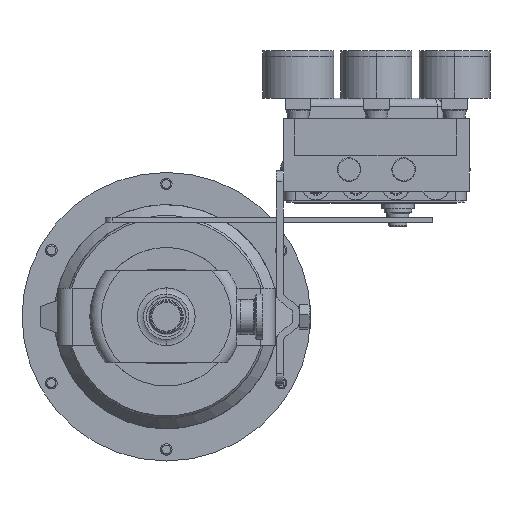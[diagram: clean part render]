
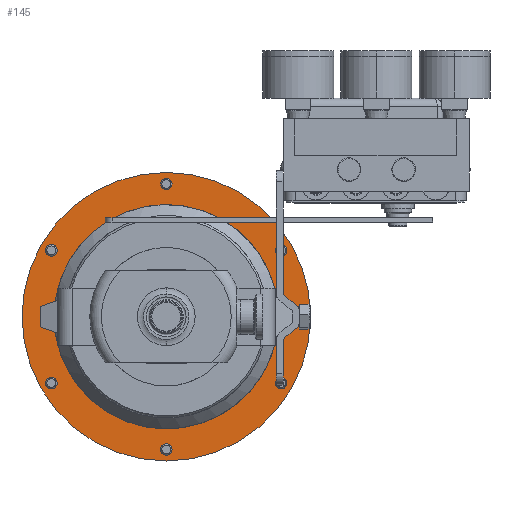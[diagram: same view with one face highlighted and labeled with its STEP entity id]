
A CAD part, front view. The second image highlights one B-rep face of the part: STEP entity #145.
In plain terms, the highlighted planar face has unit normal (0, -1, 0).
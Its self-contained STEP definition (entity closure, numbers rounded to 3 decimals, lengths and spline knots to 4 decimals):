
#145 = ADVANCED_FACE ( 'NONE', ( #78528, #80603 ), #50051, .T. ) ;
#820 = VERTEX_POINT ( 'NONE', #79321 ) ;
#1544 = EDGE_CURVE ( 'NONE', #2720, #11213, #24852, .T. ) ;
#2720 = VERTEX_POINT ( 'NONE', #60971 ) ;
#6064 = DIRECTION ( 'NONE',  ( 0., 1., 0. ) ) ;
#7165 = AXIS2_PLACEMENT_3D ( 'NONE', #42189, #48616, #55900 ) ;
#8028 = VERTEX_POINT ( 'NONE', #58093 ) ;
#9736 = CIRCLE ( 'NONE', #7165, 2.4285 ) ;
#11213 = VERTEX_POINT ( 'NONE', #74665 ) ;
#11966 = DIRECTION ( 'NONE',  ( 1., 0., 0. ) ) ;
#12539 = EDGE_LOOP ( 'NONE', ( #30955, #38753 ) ) ;
#12710 = DIRECTION ( 'NONE',  ( -1., 0., 0. ) ) ;
#13575 = ORIENTED_EDGE ( 'NONE', *, *, #74466, .T. ) ;
#16714 = CARTESIAN_POINT ( 'NONE',  ( 0., 6.973, -3.239 ) ) ;
#23659 = CIRCLE ( 'NONE', #63212, 3.125 ) ;
#24852 = CIRCLE ( 'NONE', #74448, 2.4285 ) ;
#25160 = DIRECTION ( 'NONE',  ( 0., 1., 0. ) ) ;
#25738 = CARTESIAN_POINT ( 'NONE',  ( 0., 6.973, 0. ) ) ;
#30955 = ORIENTED_EDGE ( 'NONE', *, *, #37130, .F. ) ;
#37130 = EDGE_CURVE ( 'NONE', #820, #8028, #51965, .T. ) ;
#37543 = EDGE_CURVE ( 'NONE', #8028, #820, #23659, .T. ) ;
#38753 = ORIENTED_EDGE ( 'NONE', *, *, #37543, .F. ) ;
#42189 = CARTESIAN_POINT ( 'NONE',  ( 0., 6.973, 0. ) ) ;
#46076 = CARTESIAN_POINT ( 'NONE',  ( 0., 6.973, 0. ) ) ;
#48616 = DIRECTION ( 'NONE',  ( 0., 1., 0. ) ) ;
#50051 = PLANE ( 'NONE',  #57400 ) ;
#51965 = CIRCLE ( 'NONE', #76801, 3.125 ) ;
#52124 = CARTESIAN_POINT ( 'NONE',  ( 0., 6.973, 0. ) ) ;
#55900 = DIRECTION ( 'NONE',  ( 1., 0., 0. ) ) ;
#57064 = DIRECTION ( 'NONE',  ( -1., 0., 0. ) ) ;
#57400 = AXIS2_PLACEMENT_3D ( 'NONE', #16714, #83813, #57064 ) ;
#58093 = CARTESIAN_POINT ( 'NONE',  ( 3.125, 6.973, 0. ) ) ;
#60971 = CARTESIAN_POINT ( 'NONE',  ( -2.4285, 6.973, 0. ) ) ;
#63212 = AXIS2_PLACEMENT_3D ( 'NONE', #46076, #6064, #12710 ) ;
#64447 = DIRECTION ( 'NONE',  ( -1., 0., 0. ) ) ;
#69732 = ORIENTED_EDGE ( 'NONE', *, *, #1544, .T. ) ;
#74448 = AXIS2_PLACEMENT_3D ( 'NONE', #25738, #25160, #11966 ) ;
#74466 = EDGE_CURVE ( 'NONE', #11213, #2720, #9736, .T. ) ;
#74665 = CARTESIAN_POINT ( 'NONE',  ( 2.4285, 6.973, 0. ) ) ;
#76801 = AXIS2_PLACEMENT_3D ( 'NONE', #52124, #85894, #64447 ) ;
#78528 = FACE_OUTER_BOUND ( 'NONE', #12539, .T. ) ;
#79321 = CARTESIAN_POINT ( 'NONE',  ( -3.125, 6.973, 0. ) ) ;
#80522 = EDGE_LOOP ( 'NONE', ( #13575, #69732 ) ) ;
#80603 = FACE_BOUND ( 'NONE', #80522, .T. ) ;
#83813 = DIRECTION ( 'NONE',  ( 0., -1., 0. ) ) ;
#85894 = DIRECTION ( 'NONE',  ( 0., 1., 0. ) ) ;
